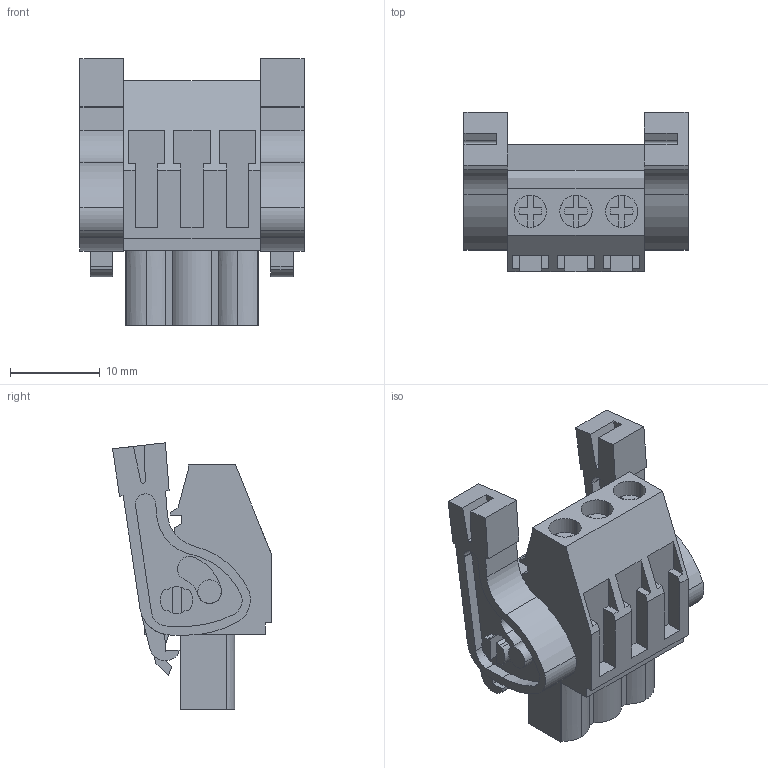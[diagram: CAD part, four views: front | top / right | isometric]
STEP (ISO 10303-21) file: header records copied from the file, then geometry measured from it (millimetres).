
FILE_DESCRIPTION(('CATIA V5 STEP','CAx-IF Rec.Pracs.--- Model Styling and Organization---1.2---2011-12-15'),'2;1');
FILE_NAME ('D1448362_0_1087260000_1087260000.stp','2017-09-09T07:12:14+00:00',('none'),('Weidmueller'),'CATIA Version 5-6 Release 2014','CATIA V5 STEP AP214','none');
FILE_SCHEMA(('AUTOMOTIVE_DESIGN { 1 0 10303 214 1 1 1 1 }'));
Length unit declared in the file: millimetre
Products named in the file (1): 1087260000
Bounding box: 24.94 x 17.69 x 29.65 mm (x, y, z)
Volume: 4679.9 mm3; surface area: 4280.9 mm2
Topology: 6 solids, 6 shells, 371 faces, 1006 edges, 672 vertices
Faces by surface type: plane 274, cylinder 93, extrusion 4
Entity records: 11364 total; most frequent: CARTESIAN_POINT 2196, ORIENTED_EDGE 2012, DIRECTION 1616, EDGE_CURVE 1006, VECTOR 784, LINE 780, VERTEX_POINT 672, AXIS2_PLACEMENT_3D 514
